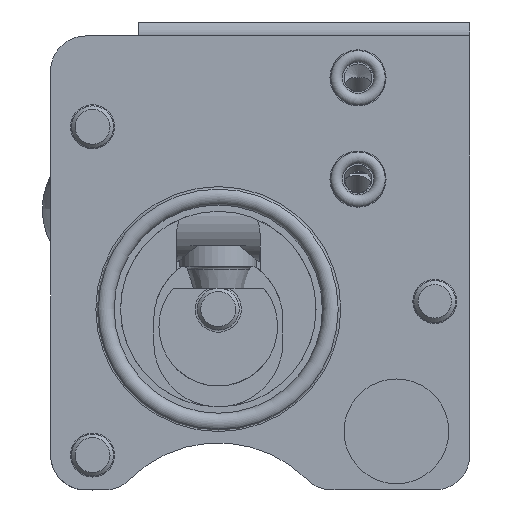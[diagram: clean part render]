
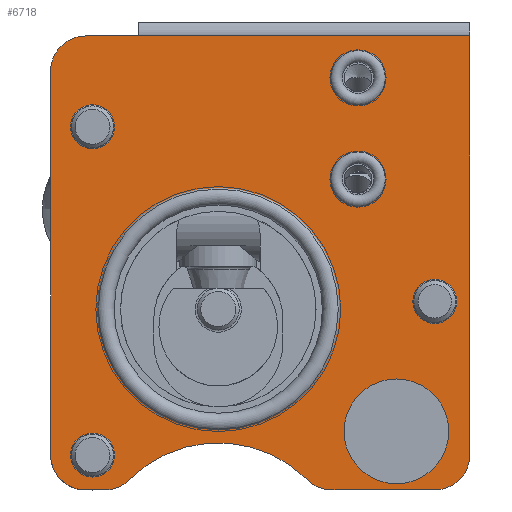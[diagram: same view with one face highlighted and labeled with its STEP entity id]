
A CAD part, front view. The second image highlights one B-rep face of the part: STEP entity #6718.
In plain terms, the highlighted planar face has unit normal (0, -1, 0).
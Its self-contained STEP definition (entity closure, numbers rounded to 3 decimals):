
#222=PLANE('',#7190);
#408=LINE('',#9619,#736);
#416=LINE('',#9639,#744);
#420=LINE('',#9648,#748);
#423=LINE('',#9655,#751);
#429=LINE('',#9671,#757);
#736=VECTOR('',#7922,1000.);
#744=VECTOR('',#7938,1000.);
#748=VECTOR('',#7946,1000.);
#751=VECTOR('',#7955,1000.);
#757=VECTOR('',#7969,1000.);
#1096=CIRCLE('',#7170,5.);
#1097=CIRCLE('',#7173,5.);
#1100=CIRCLE('',#7179,5.);
#1102=CIRCLE('',#7183,5.);
#1104=CIRCLE('',#7187,5.);
#1105=CIRCLE('',#7189,18.);
#1106=CIRCLE('',#7191,3.15);
#1107=CIRCLE('',#7192,3.15);
#1108=CIRCLE('',#7193,7.5);
#1109=CIRCLE('',#7194,3.15);
#1110=CIRCLE('',#7195,17.175);
#1111=CIRCLE('',#7196,3.9);
#1112=CIRCLE('',#7197,3.9);
#1480=ORIENTED_EDGE('',*,*,#2757,.F.);
#1481=ORIENTED_EDGE('',*,*,#2758,.F.);
#1482=ORIENTED_EDGE('',*,*,#2759,.T.);
#1483=ORIENTED_EDGE('',*,*,#2760,.F.);
#1484=ORIENTED_EDGE('',*,*,#2761,.T.);
#1485=ORIENTED_EDGE('',*,*,#2762,.T.);
#1486=ORIENTED_EDGE('',*,*,#2763,.T.);
#1487=ORIENTED_EDGE('',*,*,#2734,.T.);
#1488=ORIENTED_EDGE('',*,*,#2739,.T.);
#1489=ORIENTED_EDGE('',*,*,#2741,.T.);
#1490=ORIENTED_EDGE('',*,*,#2743,.T.);
#1491=ORIENTED_EDGE('',*,*,#2747,.T.);
#1492=ORIENTED_EDGE('',*,*,#2751,.T.);
#1493=ORIENTED_EDGE('',*,*,#2755,.T.);
#1494=ORIENTED_EDGE('',*,*,#2756,.T.);
#1495=ORIENTED_EDGE('',*,*,#2721,.T.);
#1496=ORIENTED_EDGE('',*,*,#2724,.T.);
#1497=ORIENTED_EDGE('',*,*,#2726,.T.);
#2721=EDGE_CURVE('',#3365,#3366,#1096,.T.);
#2724=EDGE_CURVE('',#3366,#3367,#408,.T.);
#2726=EDGE_CURVE('',#3367,#3368,#1097,.T.);
#2734=EDGE_CURVE('',#3368,#3374,#416,.T.);
#2739=EDGE_CURVE('',#3374,#3377,#420,.T.);
#2741=EDGE_CURVE('',#3377,#3378,#1100,.T.);
#2743=EDGE_CURVE('',#3378,#3379,#423,.T.);
#2747=EDGE_CURVE('',#3379,#3382,#1102,.T.);
#2751=EDGE_CURVE('',#3382,#3384,#429,.T.);
#2755=EDGE_CURVE('',#3384,#3386,#1104,.T.);
#2756=EDGE_CURVE('',#3386,#3365,#1105,.T.);
#2757=EDGE_CURVE('',#3387,#3387,#1106,.T.);
#2758=EDGE_CURVE('',#3388,#3388,#1107,.T.);
#2759=EDGE_CURVE('',#3389,#3389,#1108,.T.);
#2760=EDGE_CURVE('',#3390,#3390,#1109,.T.);
#2761=EDGE_CURVE('',#3391,#3391,#1110,.T.);
#2762=EDGE_CURVE('',#3392,#3392,#1111,.T.);
#2763=EDGE_CURVE('',#3393,#3393,#1112,.T.);
#3365=VERTEX_POINT('',#9614);
#3366=VERTEX_POINT('',#9615);
#3367=VERTEX_POINT('',#9620);
#3368=VERTEX_POINT('',#9624);
#3374=VERTEX_POINT('',#9638);
#3377=VERTEX_POINT('',#9647);
#3378=VERTEX_POINT('',#9652);
#3379=VERTEX_POINT('',#9656);
#3382=VERTEX_POINT('',#9663);
#3384=VERTEX_POINT('',#9670);
#3386=VERTEX_POINT('',#9677);
#3387=VERTEX_POINT('',#9683);
#3388=VERTEX_POINT('',#9685);
#3389=VERTEX_POINT('',#9687);
#3390=VERTEX_POINT('',#9689);
#3391=VERTEX_POINT('',#9691);
#3392=VERTEX_POINT('',#9693);
#3393=VERTEX_POINT('',#9695);
#3859=EDGE_LOOP('',(#1480));
#3860=EDGE_LOOP('',(#1481));
#3861=EDGE_LOOP('',(#1482));
#3862=EDGE_LOOP('',(#1483));
#3863=EDGE_LOOP('',(#1484));
#3864=EDGE_LOOP('',(#1485));
#3865=EDGE_LOOP('',(#1486));
#3866=EDGE_LOOP('',(#1487,#1488,#1489,#1490,#1491,#1492,#1493,#1494,#1495,
#1496,#1497));
#4369=FACE_BOUND('',#3859,.T.);
#4370=FACE_BOUND('',#3860,.T.);
#4371=FACE_BOUND('',#3861,.T.);
#4372=FACE_BOUND('',#3862,.T.);
#4373=FACE_BOUND('',#3863,.T.);
#4374=FACE_BOUND('',#3864,.T.);
#4375=FACE_BOUND('',#3865,.T.);
#4376=FACE_BOUND('',#3866,.T.);
#6718=ADVANCED_FACE('',(#4369,#4370,#4371,#4372,#4373,#4374,#4375,#4376),
#222,.T.);
#7170=AXIS2_PLACEMENT_3D('',#9613,#7916,#7917);
#7173=AXIS2_PLACEMENT_3D('',#9623,#7926,#7927);
#7179=AXIS2_PLACEMENT_3D('',#9651,#7950,#7951);
#7183=AXIS2_PLACEMENT_3D('',#9664,#7962,#7963);
#7187=AXIS2_PLACEMENT_3D('',#9678,#7976,#7977);
#7189=AXIS2_PLACEMENT_3D('',#9680,#7980,#7981);
#7190=AXIS2_PLACEMENT_3D('',#9681,#7982,#7983);
#7191=AXIS2_PLACEMENT_3D('',#9682,#7984,#7985);
#7192=AXIS2_PLACEMENT_3D('',#9684,#7986,#7987);
#7193=AXIS2_PLACEMENT_3D('',#9686,#7988,#7989);
#7194=AXIS2_PLACEMENT_3D('',#9688,#7990,#7991);
#7195=AXIS2_PLACEMENT_3D('',#9690,#7992,#7993);
#7196=AXIS2_PLACEMENT_3D('',#9692,#7994,#7995);
#7197=AXIS2_PLACEMENT_3D('',#9694,#7996,#7997);
#7916=DIRECTION('',(0.,-1.,0.));
#7917=DIRECTION('',(1.,0.,0.));
#7922=DIRECTION('',(1.,0.,0.));
#7926=DIRECTION('',(0.,-1.,0.));
#7927=DIRECTION('',(-1.,0.,0.));
#7938=DIRECTION('',(0.,0.,1.));
#7946=DIRECTION('',(-1.,0.,0.));
#7950=DIRECTION('',(0.,-1.,0.));
#7951=DIRECTION('',(1.,0.,0.));
#7955=DIRECTION('',(0.,0.,-1.));
#7962=DIRECTION('',(0.,-1.,0.));
#7963=DIRECTION('',(1.,0.,0.));
#7969=DIRECTION('',(1.,0.,0.));
#7976=DIRECTION('',(0.,-1.,0.));
#7977=DIRECTION('',(1.,0.,0.));
#7980=DIRECTION('',(0.,1.,0.));
#7981=DIRECTION('',(1.,0.,0.));
#7982=DIRECTION('',(0.,-1.,0.));
#7983=DIRECTION('',(0.,0.,-1.));
#7984=DIRECTION('',(0.,-1.,0.));
#7985=DIRECTION('',(0.,0.,-1.));
#7986=DIRECTION('',(0.,-1.,0.));
#7987=DIRECTION('',(0.,0.,-1.));
#7988=DIRECTION('',(0.,1.,0.));
#7989=DIRECTION('',(0.,0.,-1.));
#7990=DIRECTION('',(0.,-1.,0.));
#7991=DIRECTION('',(1.,0.,0.));
#7992=DIRECTION('',(0.,1.,0.));
#7993=DIRECTION('',(0.,0.,-1.));
#7994=DIRECTION('',(0.,1.,0.));
#7995=DIRECTION('',(0.,0.,-1.));
#7996=DIRECTION('',(0.,1.,0.));
#7997=DIRECTION('',(0.,0.,-1.));
#9613=CARTESIAN_POINT('',(40.277,0.,5.));
#9614=CARTESIAN_POINT('',(36.738,0.,1.467));
#9615=CARTESIAN_POINT('',(40.277,0.,0.));
#9619=CARTESIAN_POINT('',(40.277,0.,0.));
#9620=CARTESIAN_POINT('',(55.,0.,0.));
#9623=CARTESIAN_POINT('',(55.,0.,5.));
#9624=CARTESIAN_POINT('',(60.,0.,5.));
#9638=CARTESIAN_POINT('',(60.,0.,65.));
#9639=CARTESIAN_POINT('',(60.,0.,5.));
#9647=CARTESIAN_POINT('',(5.,0.,65.));
#9648=CARTESIAN_POINT('',(60.,0.,65.));
#9651=CARTESIAN_POINT('',(5.,0.,60.));
#9652=CARTESIAN_POINT('',(0.,0.,60.));
#9655=CARTESIAN_POINT('',(0.,0.,60.));
#9656=CARTESIAN_POINT('',(0.,0.,5.));
#9663=CARTESIAN_POINT('',(5.,0.,0.));
#9664=CARTESIAN_POINT('',(5.,0.,5.));
#9670=CARTESIAN_POINT('',(7.723,0.,0.));
#9671=CARTESIAN_POINT('',(5.,0.,0.));
#9677=CARTESIAN_POINT('',(11.262,0.,1.467));
#9678=CARTESIAN_POINT('',(7.723,0.,5.));
#9680=CARTESIAN_POINT('',(24.,0.,-11.25));
#9681=CARTESIAN_POINT('',(40.277,0.,5.));
#9682=CARTESIAN_POINT('',(6.,0.,5.));
#9683=CARTESIAN_POINT('',(6.,0.,1.85));
#9684=CARTESIAN_POINT('',(6.,0.,52.));
#9685=CARTESIAN_POINT('',(6.,0.,48.85));
#9686=CARTESIAN_POINT('',(49.5,0.,8.4));
#9687=CARTESIAN_POINT('',(49.5,0.,0.9));
#9688=CARTESIAN_POINT('',(55.,0.,27.));
#9689=CARTESIAN_POINT('',(58.15,0.,27.));
#9690=CARTESIAN_POINT('',(24.,0.,25.9));
#9691=CARTESIAN_POINT('',(24.,0.,8.725));
#9692=CARTESIAN_POINT('',(44.,0.,44.5));
#9693=CARTESIAN_POINT('',(44.,0.,40.6));
#9694=CARTESIAN_POINT('',(44.,0.,59.));
#9695=CARTESIAN_POINT('',(44.,0.,55.1));
